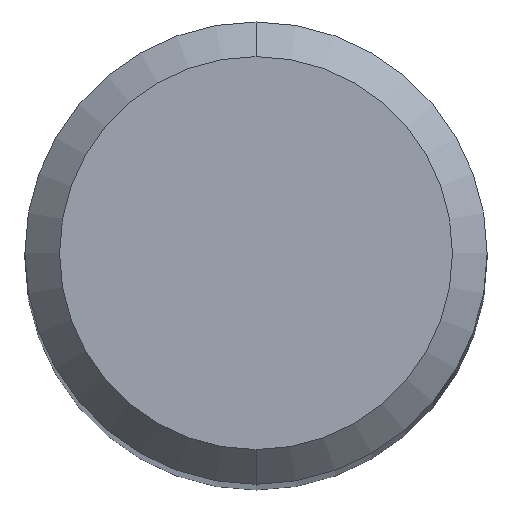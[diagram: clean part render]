
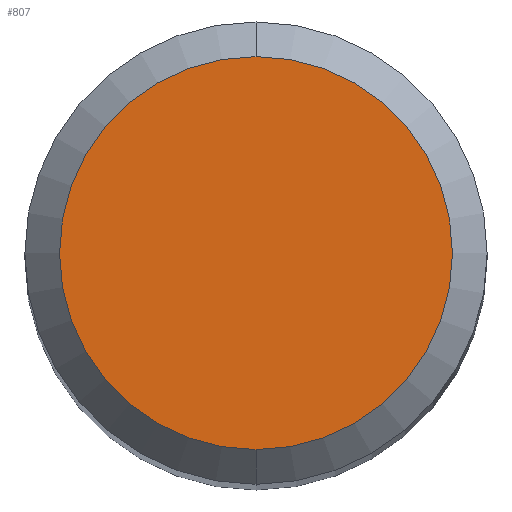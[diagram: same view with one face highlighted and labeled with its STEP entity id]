
A CAD part, top view. The second image highlights one B-rep face of the part: STEP entity #807.
In plain terms, the highlighted planar face has unit normal (0, 0, 1).
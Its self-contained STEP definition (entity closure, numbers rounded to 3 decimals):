
#595=VERTEX_POINT('',#1412);
#693=VERTEX_POINT('',#1520);
#725=EDGE_CURVE('',#595,#693,#1553,.T.);
#807=ADVANCED_FACE('',(#1641),#1642,.T.);
#907=EDGE_CURVE('',#693,#595,#1755,.T.);
#1412=CARTESIAN_POINT('',(0.0,1.7,0.0));
#1520=CARTESIAN_POINT('',(0.,-1.7,0.0));
#1553=CIRCLE('',#3320,1.7);
#1641=FACE_OUTER_BOUND('',#3546,.T.);
#1642=PLANE('',#3547);
#1755=CIRCLE('',#4185,1.7);
#3320=AXIS2_PLACEMENT_3D('',#5707,#5708,#5709);
#3546=EDGE_LOOP('',(#5784,#5785));
#3547=AXIS2_PLACEMENT_3D('',#5786,#5787,#5788);
#4185=AXIS2_PLACEMENT_3D('',#5954,#5955,#5956);
#5707=CARTESIAN_POINT('',(0.0,0.0,0.0));
#5708=DIRECTION('',(0.0,0.0,-1.0));
#5709=DIRECTION('',(0.0,1.0,0.0));
#5784=ORIENTED_EDGE('',*,*,#725,.F.);
#5785=ORIENTED_EDGE('',*,*,#907,.F.);
#5786=CARTESIAN_POINT('',(0.0,0.85,0.0));
#5787=DIRECTION('',(-0.0,0.0,1.0));
#5788=DIRECTION('',(0.0,-1.0,0.0));
#5954=CARTESIAN_POINT('',(0.0,0.0,0.0));
#5955=DIRECTION('',(0.0,0.0,-1.0));
#5956=DIRECTION('',(0.0,1.0,0.0));
